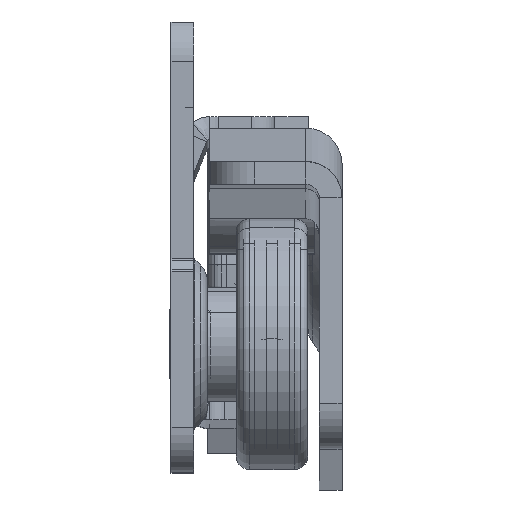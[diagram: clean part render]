
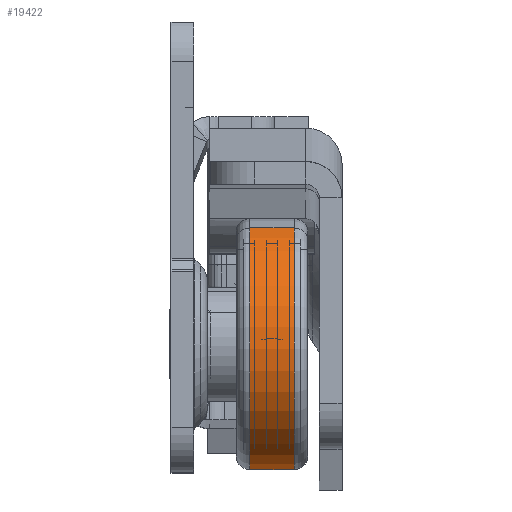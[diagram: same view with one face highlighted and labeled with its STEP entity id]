
A CAD part, top view. The second image highlights one B-rep face of the part: STEP entity #19422.
In plain terms, the highlighted cylindrical face has radius 11 mm (diameter 22 mm), a partial arc.
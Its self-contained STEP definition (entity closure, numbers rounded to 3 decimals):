
#2162 = CARTESIAN_POINT ( 'NONE',  ( 5.1, 0., 0. ) ) ;
#2780 = CARTESIAN_POINT ( 'NONE',  ( 5.1, 0., 11. ) ) ;
#5003 = DIRECTION ( 'NONE',  ( -1., 0., 0. ) ) ;
#8766 = ORIENTED_EDGE ( 'NONE', *, *, #25179, .T. ) ;
#9389 = LINE ( 'NONE', #40361, #11191 ) ;
#11066 = FACE_OUTER_BOUND ( 'NONE', #11584, .T. ) ;
#11191 = VECTOR ( 'NONE', #5003, 1000. ) ;
#11584 = EDGE_LOOP ( 'NONE', ( #14095, #8766, #18284, #34703 ) ) ;
#14095 = ORIENTED_EDGE ( 'NONE', *, *, #25475, .T. ) ;
#14221 = DIRECTION ( 'NONE',  ( -1., 0., 0. ) ) ;
#16812 = VECTOR ( 'NONE', #14221, 1000. ) ;
#18284 = ORIENTED_EDGE ( 'NONE', *, *, #48455, .F. ) ;
#19422 = ADVANCED_FACE ( 'NONE', ( #11066 ), #28165, .T. ) ;
#21393 = CARTESIAN_POINT ( 'NONE',  ( 1.2, 0., -11. ) ) ;
#21990 = VERTEX_POINT ( 'NONE', #34119 ) ;
#25179 = EDGE_CURVE ( 'NONE', #49886, #36952, #9389, .T. ) ;
#25475 = EDGE_CURVE ( 'NONE', #31043, #49886, #37983, .T. ) ;
#26452 = EDGE_CURVE ( 'NONE', #31043, #21990, #49029, .T. ) ;
#28165 = CYLINDRICAL_SURFACE ( 'NONE', #53925, 11. ) ;
#28609 = DIRECTION ( 'NONE',  ( 0., 0., 1. ) ) ;
#29782 = DIRECTION ( 'NONE',  ( 0., 0., 1. ) ) ;
#31043 = VERTEX_POINT ( 'NONE', #2780 ) ;
#31399 = CARTESIAN_POINT ( 'NONE',  ( 5.1, 0., -11. ) ) ;
#32218 = DIRECTION ( 'NONE',  ( 0., 0., 1. ) ) ;
#34119 = CARTESIAN_POINT ( 'NONE',  ( 1.2, 0., 11. ) ) ;
#34703 = ORIENTED_EDGE ( 'NONE', *, *, #26452, .F. ) ;
#36952 = VERTEX_POINT ( 'NONE', #21393 ) ;
#37983 = CIRCLE ( 'NONE', #44509, 11. ) ;
#38464 = CARTESIAN_POINT ( 'NONE',  ( 1.2, 0., 0. ) ) ;
#40361 = CARTESIAN_POINT ( 'NONE',  ( 0., 0., -11. ) ) ;
#40596 = CARTESIAN_POINT ( 'NONE',  ( 0., 0., 11. ) ) ;
#41163 = AXIS2_PLACEMENT_3D ( 'NONE', #38464, #43684, #29782 ) ;
#41648 = DIRECTION ( 'NONE',  ( -1., 0., 0. ) ) ;
#43684 = DIRECTION ( 'NONE',  ( -1., 0., 0. ) ) ;
#44509 = AXIS2_PLACEMENT_3D ( 'NONE', #2162, #41648, #28609 ) ;
#45252 = DIRECTION ( 'NONE',  ( -1., 0., 0. ) ) ;
#47671 = CIRCLE ( 'NONE', #41163, 11. ) ;
#48455 = EDGE_CURVE ( 'NONE', #21990, #36952, #47671, .T. ) ;
#49029 = LINE ( 'NONE', #40596, #16812 ) ;
#49886 = VERTEX_POINT ( 'NONE', #31399 ) ;
#50209 = CARTESIAN_POINT ( 'NONE',  ( 0., 0., 0. ) ) ;
#53925 = AXIS2_PLACEMENT_3D ( 'NONE', #50209, #45252, #32218 ) ;
